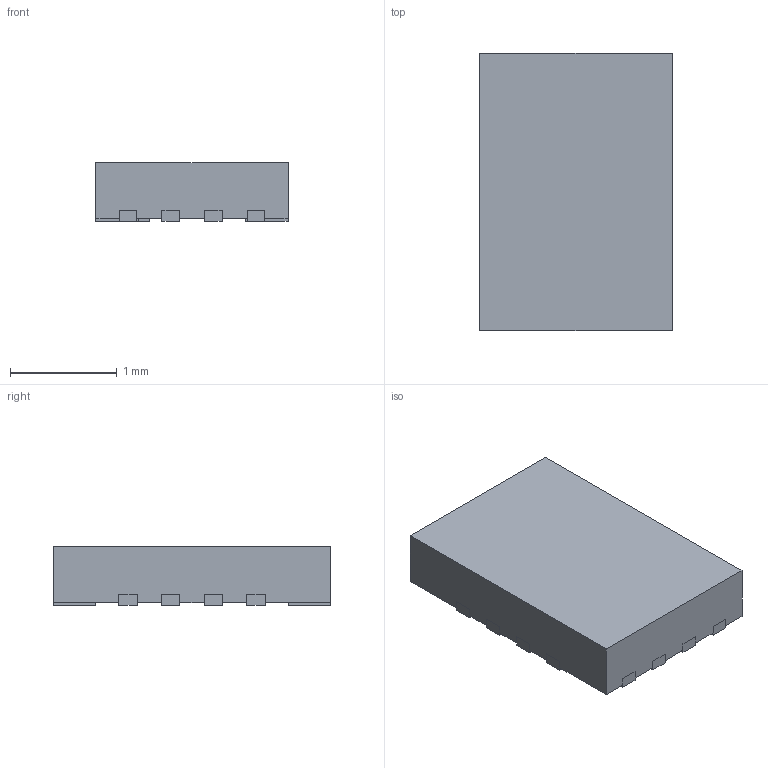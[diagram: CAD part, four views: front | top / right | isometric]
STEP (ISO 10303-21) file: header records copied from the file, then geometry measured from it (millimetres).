
FILE_DESCRIPTION((''),'2;1');
FILE_NAME('RSV0016A_ASM','2017-07-28T',('a0412086'),(''),'CREO PARAMETRIC BY PTC INC, 2016050','CREO PARAMETRIC BY PTC INC, 2016050','');
FILE_SCHEMA(('AUTOMOTIVE_DESIGN { 1 0 10303 214 1 1 1 1 }'));
Length unit declared in the file: millimetre
Products named in the file (3): BODY-SON1; FRAME-RSV0016A; RSV0016A_ASM
Assembly tree (2 placements, depth 2):
  RSV0016A_ASM
    BODY-SON1
    FRAME-RSV0016A
Bounding box: 1.8 x 2.6 x 0.55 mm (x, y, z)
Volume: 2.5 mm3; surface area: 19 mm2
Topology: 17 solids, 17 shells, 168 faces, 402 edges, 268 vertices
Faces by surface type: plane 168
Entity records: 6354 total; most frequent: CARTESIAN_POINT 850, ORIENTED_EDGE 804, DIRECTION 748, PRESENTATION_STYLE_ASSIGNMENT 435, STYLED_ITEM 419, VECTOR 402, LINE 402, CURVE_STYLE 402
